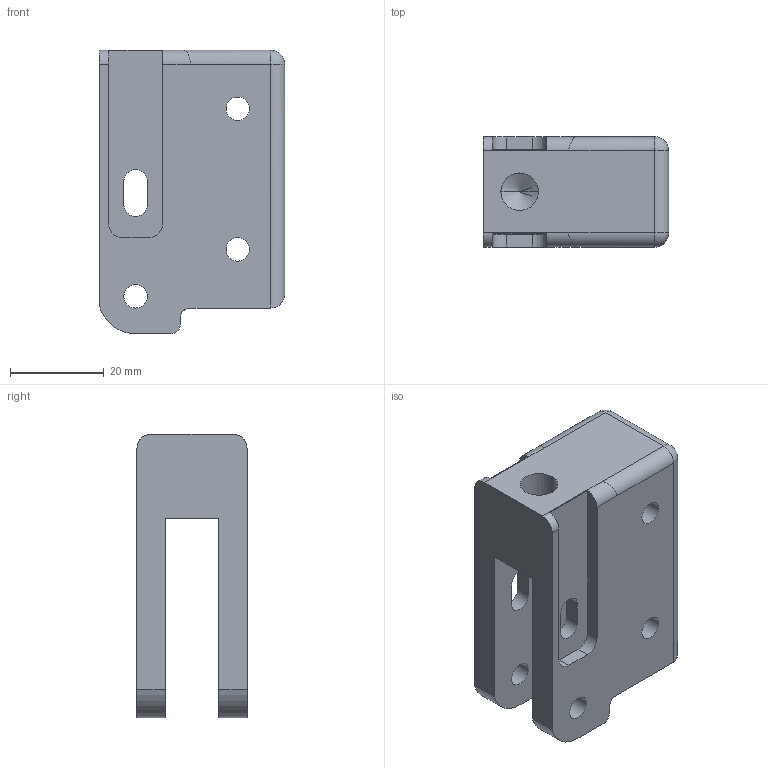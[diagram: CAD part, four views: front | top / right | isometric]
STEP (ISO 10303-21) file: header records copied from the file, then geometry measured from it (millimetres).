
FILE_DESCRIPTION (( 'STEP AP214' ), '1' );
FILE_NAME ('clip pied modif.STEP', '2021-06-21T13:35:39', ( '' ), ( '' ), 'SwSTEP 2.0', 'SolidWorks 2018', '' );
FILE_SCHEMA (( 'AUTOMOTIVE_DESIGN' ));
Length unit declared in the file: millimetre
Products named in the file (1): clip pied modif
Bounding box: 39.55 x 23.5 x 60.5 mm (x, y, z)
Volume: 30389.6 mm3; surface area: 12344.9 mm2
Topology: 1 solids, 1 shells, 65 faces, 181 edges, 115 vertices
Faces by surface type: cylinder 33, plane 26, cone 2, bspline 2, sphere 2
Entity records: 2245 total; most frequent: CARTESIAN_POINT 504, DIRECTION 359, ORIENTED_EDGE 354, EDGE_CURVE 177, AXIS2_PLACEMENT_3D 126, VERTEX_POINT 115, VECTOR 107, LINE 107
